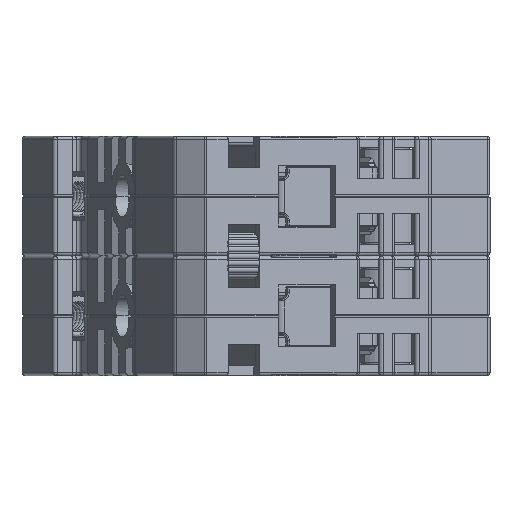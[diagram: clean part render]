
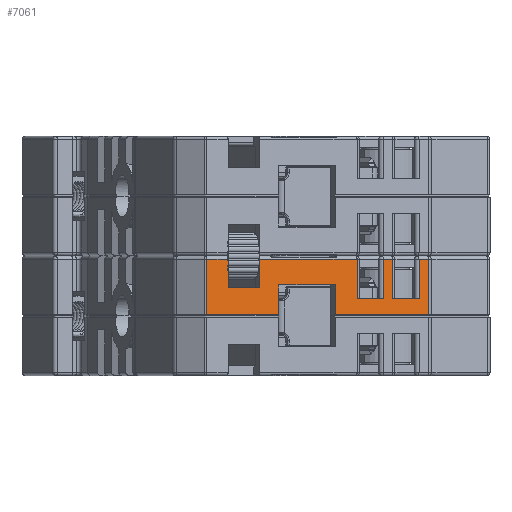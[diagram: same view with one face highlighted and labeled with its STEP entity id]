
A CAD part, front view. The second image highlights one B-rep face of the part: STEP entity #7061.
In plain terms, the highlighted planar face has unit normal (0.342, -0.94, 0).
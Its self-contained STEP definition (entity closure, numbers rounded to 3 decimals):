
#7061=ADVANCED_FACE('',(#13669),#10599,.F.);
#10599=PLANE('',#80668);
#13669=FACE_OUTER_BOUND('',#17750,.T.);
#17750=EDGE_LOOP('',(#29073,#29074,#29075,#29076,#29077,#29078,#29079,#29080,
#29081,#29082,#29083,#29084,#29085,#29086,#29087,#29088,#29089,#29090,#29091,
#29092));
#29073=ORIENTED_EDGE('',*,*,#54937,.F.);
#29074=ORIENTED_EDGE('',*,*,#54938,.F.);
#29075=ORIENTED_EDGE('',*,*,#54939,.F.);
#29076=ORIENTED_EDGE('',*,*,#54940,.T.);
#29077=ORIENTED_EDGE('',*,*,#54941,.F.);
#29078=ORIENTED_EDGE('',*,*,#54942,.T.);
#29079=ORIENTED_EDGE('',*,*,#54943,.T.);
#29080=ORIENTED_EDGE('',*,*,#54944,.T.);
#29081=ORIENTED_EDGE('',*,*,#54945,.T.);
#29082=ORIENTED_EDGE('',*,*,#54946,.T.);
#29083=ORIENTED_EDGE('',*,*,#54947,.T.);
#29084=ORIENTED_EDGE('',*,*,#54948,.T.);
#29085=ORIENTED_EDGE('',*,*,#54949,.T.);
#29086=ORIENTED_EDGE('',*,*,#54950,.T.);
#29087=ORIENTED_EDGE('',*,*,#54951,.T.);
#29088=ORIENTED_EDGE('',*,*,#54952,.T.);
#29089=ORIENTED_EDGE('',*,*,#54953,.F.);
#29090=ORIENTED_EDGE('',*,*,#54954,.F.);
#29091=ORIENTED_EDGE('',*,*,#54955,.T.);
#29092=ORIENTED_EDGE('',*,*,#54956,.F.);
#46105=VERTEX_POINT('',#133697);
#46106=VERTEX_POINT('',#133698);
#46107=VERTEX_POINT('',#133700);
#46108=VERTEX_POINT('',#133702);
#46109=VERTEX_POINT('',#133704);
#46110=VERTEX_POINT('',#133706);
#46111=VERTEX_POINT('',#133708);
#46112=VERTEX_POINT('',#133710);
#46113=VERTEX_POINT('',#133712);
#46114=VERTEX_POINT('',#133714);
#46115=VERTEX_POINT('',#133716);
#46116=VERTEX_POINT('',#133718);
#46117=VERTEX_POINT('',#133720);
#46118=VERTEX_POINT('',#133722);
#46119=VERTEX_POINT('',#133724);
#46120=VERTEX_POINT('',#133726);
#46121=VERTEX_POINT('',#133728);
#46122=VERTEX_POINT('',#133730);
#46123=VERTEX_POINT('',#133732);
#46124=VERTEX_POINT('',#133734);
#54937=EDGE_CURVE('',#46105,#46106,#64927,.T.);
#54938=EDGE_CURVE('',#46107,#46105,#64928,.T.);
#54939=EDGE_CURVE('',#46108,#46107,#64929,.T.);
#54940=EDGE_CURVE('',#46108,#46109,#64930,.T.);
#54941=EDGE_CURVE('',#46110,#46109,#64931,.T.);
#54942=EDGE_CURVE('',#46110,#46111,#64932,.T.);
#54943=EDGE_CURVE('',#46111,#46112,#64933,.T.);
#54944=EDGE_CURVE('',#46112,#46113,#64934,.T.);
#54945=EDGE_CURVE('',#46113,#46114,#64935,.T.);
#54946=EDGE_CURVE('',#46114,#46115,#64936,.T.);
#54947=EDGE_CURVE('',#46115,#46116,#64937,.T.);
#54948=EDGE_CURVE('',#46116,#46117,#64938,.T.);
#54949=EDGE_CURVE('',#46117,#46118,#64939,.T.);
#54950=EDGE_CURVE('',#46118,#46119,#64940,.T.);
#54951=EDGE_CURVE('',#46119,#46120,#64941,.T.);
#54952=EDGE_CURVE('',#46120,#46121,#64942,.T.);
#54953=EDGE_CURVE('',#46122,#46121,#64943,.T.);
#54954=EDGE_CURVE('',#46123,#46122,#64944,.T.);
#54955=EDGE_CURVE('',#46123,#46124,#64945,.T.);
#54956=EDGE_CURVE('',#46106,#46124,#64946,.T.);
#64927=LINE('',#133696,#73061);
#64928=LINE('',#133699,#73062);
#64929=LINE('',#133701,#73063);
#64930=LINE('',#133703,#73064);
#64931=LINE('',#133705,#73065);
#64932=LINE('',#133707,#73066);
#64933=LINE('',#133709,#73067);
#64934=LINE('',#133711,#73068);
#64935=LINE('',#133713,#73069);
#64936=LINE('',#133715,#73070);
#64937=LINE('',#133717,#73071);
#64938=LINE('',#133719,#73072);
#64939=LINE('',#133721,#73073);
#64940=LINE('',#133723,#73074);
#64941=LINE('',#133725,#73075);
#64942=LINE('',#133727,#73076);
#64943=LINE('',#133729,#73077);
#64944=LINE('',#133731,#73078);
#64945=LINE('',#133733,#73079);
#64946=LINE('',#133735,#73080);
#73061=VECTOR('',#93135,1.);
#73062=VECTOR('',#93136,1.);
#73063=VECTOR('',#93137,1.);
#73064=VECTOR('',#93138,1.);
#73065=VECTOR('',#93139,1.);
#73066=VECTOR('',#93140,1.);
#73067=VECTOR('',#93141,1.);
#73068=VECTOR('',#93142,1.);
#73069=VECTOR('',#93143,1.);
#73070=VECTOR('',#93144,1.);
#73071=VECTOR('',#93145,1.);
#73072=VECTOR('',#93146,1.);
#73073=VECTOR('',#93147,1.);
#73074=VECTOR('',#93148,1.);
#73075=VECTOR('',#93149,1.);
#73076=VECTOR('',#93150,1.);
#73077=VECTOR('',#93151,1.);
#73078=VECTOR('',#93152,1.);
#73079=VECTOR('',#93153,1.);
#73080=VECTOR('',#93154,1.);
#80668=AXIS2_PLACEMENT_3D('',#133736,#93155,#93156);
#93135=DIRECTION('',(-0.94,-0.342,0.));
#93136=DIRECTION('',(0.,0.,-1.));
#93137=DIRECTION('',(-0.94,-0.342,0.));
#93138=DIRECTION('',(0.,0.,-1.));
#93139=DIRECTION('',(-0.94,-0.342,0.));
#93140=DIRECTION('',(0.,0.,1.));
#93141=DIRECTION('',(-0.94,-0.342,0.));
#93142=DIRECTION('',(0.,0.,-1.));
#93143=DIRECTION('',(-0.94,-0.342,0.));
#93144=DIRECTION('',(0.,0.,1.));
#93145=DIRECTION('',(-0.94,-0.342,0.));
#93146=DIRECTION('',(0.,0.,-1.));
#93147=DIRECTION('',(-0.94,-0.342,0.));
#93148=DIRECTION('',(0.,0.,1.));
#93149=DIRECTION('',(-0.94,-0.342,0.));
#93150=DIRECTION('',(0.,0.,-1.));
#93151=DIRECTION('',(0.94,0.342,0.));
#93152=DIRECTION('',(0.,0.,-1.));
#93153=DIRECTION('',(-0.94,-0.342,0.));
#93154=DIRECTION('',(0.,0.,1.));
#93155=DIRECTION('',(-0.342,0.94,0.));
#93156=DIRECTION('',(0.,0.,1.));
#133696=CARTESIAN_POINT('',(87312.171,-71504.483,45897.789));
#133697=CARTESIAN_POINT('',(87312.171,-71504.483,45897.789));
#133698=CARTESIAN_POINT('',(87301.755,-71508.274,45897.789));
#133699=CARTESIAN_POINT('',(87312.171,-71504.483,45902.089));
#133700=CARTESIAN_POINT('',(87312.171,-71504.483,45902.089));
#133701=CARTESIAN_POINT('',(87320.425,-71501.479,45902.089));
#133702=CARTESIAN_POINT('',(87320.425,-71501.479,45902.089));
#133703=CARTESIAN_POINT('',(87320.425,-71501.479,45902.089));
#133704=CARTESIAN_POINT('',(87320.425,-71501.479,45897.789));
#133705=CARTESIAN_POINT('',(87333.969,-71496.55,45897.789));
#133706=CARTESIAN_POINT('',(87333.969,-71496.55,45897.789));
#133707=CARTESIAN_POINT('',(87333.969,-71496.55,45904.79));
#133708=CARTESIAN_POINT('',(87333.969,-71496.55,45905.79));
#133709=CARTESIAN_POINT('',(87331.852,-71497.32,45905.79));
#133710=CARTESIAN_POINT('',(87332.523,-71497.076,45905.79));
#133711=CARTESIAN_POINT('',(87332.523,-71497.076,45904.79));
#133712=CARTESIAN_POINT('',(87332.523,-71497.076,45900.089));
#133713=CARTESIAN_POINT('',(87331.852,-71497.32,45900.089));
#133714=CARTESIAN_POINT('',(87328.704,-71498.466,45900.089));
#133715=CARTESIAN_POINT('',(87328.704,-71498.466,45904.79));
#133716=CARTESIAN_POINT('',(87328.704,-71498.466,45905.79));
#133717=CARTESIAN_POINT('',(87326.684,-71499.201,45905.79));
#133718=CARTESIAN_POINT('',(87327.355,-71498.957,45905.79));
#133719=CARTESIAN_POINT('',(87327.355,-71498.957,45904.79));
#133720=CARTESIAN_POINT('',(87327.355,-71498.957,45900.089));
#133721=CARTESIAN_POINT('',(87326.684,-71499.201,45900.089));
#133722=CARTESIAN_POINT('',(87323.536,-71500.347,45900.089));
#133723=CARTESIAN_POINT('',(87323.536,-71500.347,45904.79));
#133724=CARTESIAN_POINT('',(87323.536,-71500.347,45905.79));
#133725=CARTESIAN_POINT('',(87309.427,-71505.482,45905.79));
#133726=CARTESIAN_POINT('',(87309.427,-71505.482,45905.79));
#133727=CARTESIAN_POINT('',(87309.427,-71505.482,45919.071));
#133728=CARTESIAN_POINT('',(87309.427,-71505.482,45901.789));
#133729=CARTESIAN_POINT('',(87304.822,-71507.158,45901.789));
#133730=CARTESIAN_POINT('',(87304.822,-71507.158,45901.789));
#133731=CARTESIAN_POINT('',(87304.822,-71507.158,45919.071));
#133732=CARTESIAN_POINT('',(87304.822,-71507.158,45905.79));
#133733=CARTESIAN_POINT('',(87301.755,-71508.274,45905.79));
#133734=CARTESIAN_POINT('',(87301.755,-71508.274,45905.79));
#133735=CARTESIAN_POINT('',(87301.755,-71508.274,45904.79));
#133736=CARTESIAN_POINT('',(87333.969,-71496.55,45904.79));
